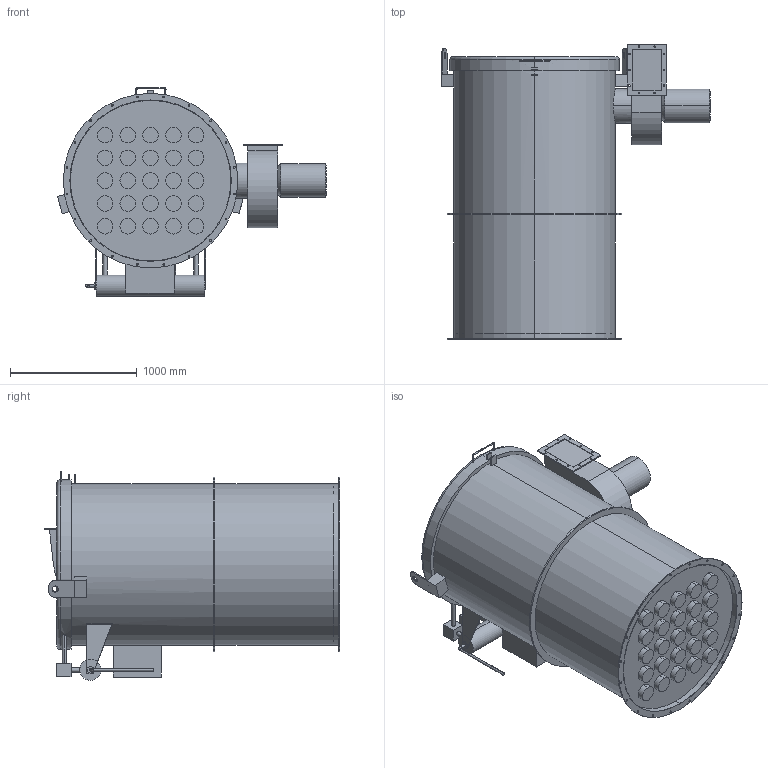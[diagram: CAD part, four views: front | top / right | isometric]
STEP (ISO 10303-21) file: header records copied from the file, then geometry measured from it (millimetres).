
FILE_DESCRIPTION (( 'STEP AP203' ), '1' );
FILE_NAME ('EMJET20 WF.STEP', '2022-08-01T11:29:55', ( '' ), ( '' ), 'SwSTEP 2.0', 'SolidWorks 2017', '' );
FILE_SCHEMA (( 'CONFIG_CONTROL_DESIGN' ));
Length unit declared in the file: millimetre
Products named in the file (1): EMJET20 WF
Bounding box: 2125.45 x 2333 x 1649.71 mm (x, y, z)
Volume: 3014323031.3 mm3; surface area: 17466188.2 mm2
Topology: 5 solids, 6 shells, 320 faces, 767 edges, 504 vertices
Faces by surface type: cylinder 171, plane 137, torus 8, cone 4
Entity records: 10938 total; most frequent: CARTESIAN_POINT 2956, DIRECTION 1733, ORIENTED_EDGE 1534, EDGE_CURVE 767, AXIS2_PLACEMENT_3D 673, VERTEX_POINT 504, EDGE_LOOP 443, VECTOR 387
